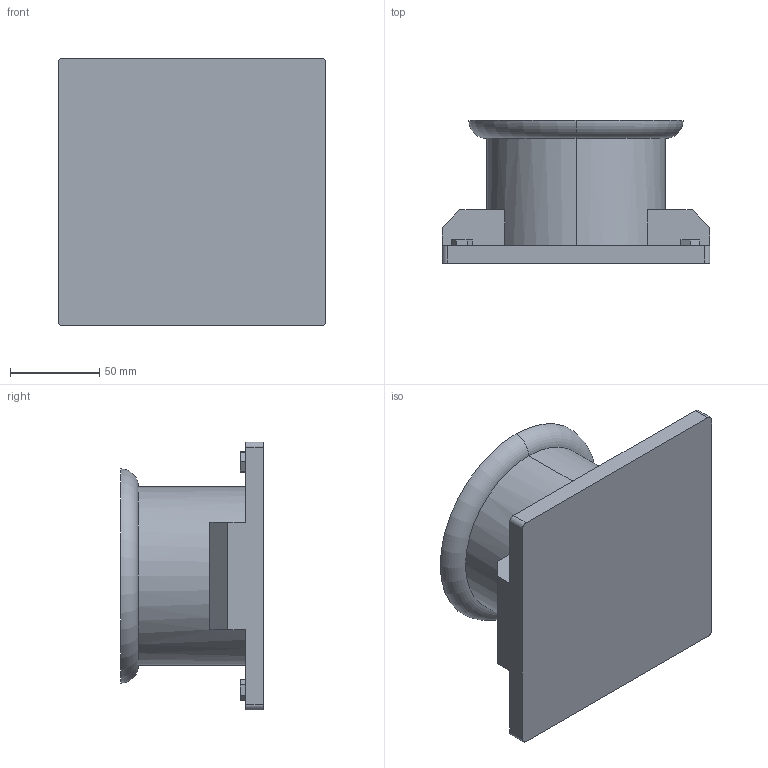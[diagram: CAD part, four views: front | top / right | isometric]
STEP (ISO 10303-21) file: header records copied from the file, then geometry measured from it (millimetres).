
FILE_DESCRIPTION (( 'STEP AP203' ), '1' );
FILE_NAME ('Part1 with coords_Default_sldprt.STEP', '2020-05-13T15:48:04', ( '' ), ( '' ), 'SwSTEP 2.0', 'SolidWorks 2020', '' );
FILE_SCHEMA (( 'CONFIG_CONTROL_DESIGN' ));
Length unit declared in the file: millimetre
Products named in the file (1): Part1 with coords_Default_sldprt
Bounding box: 150 x 80 x 150 mm (x, y, z)
Volume: 857958.9 mm3; surface area: 82213.2 mm2
Topology: 1 solids, 1 shells, 55 faces, 142 edges, 94 vertices
Faces by surface type: plane 45, cylinder 8, torus 2
Entity records: 1741 total; most frequent: CARTESIAN_POINT 292, ORIENTED_EDGE 284, DIRECTION 278, EDGE_CURVE 142, VECTOR 118, LINE 118, VERTEX_POINT 94, AXIS2_PLACEMENT_3D 80
